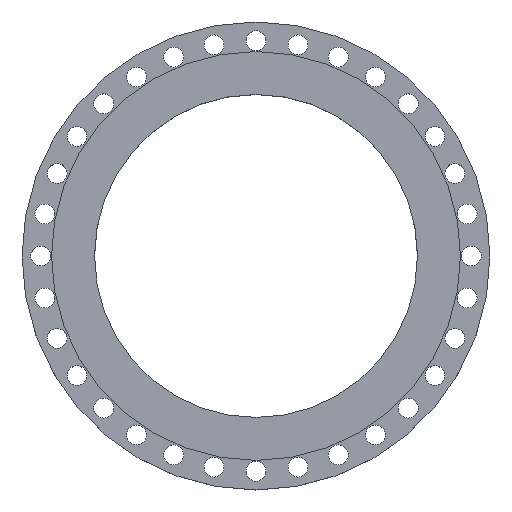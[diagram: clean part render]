
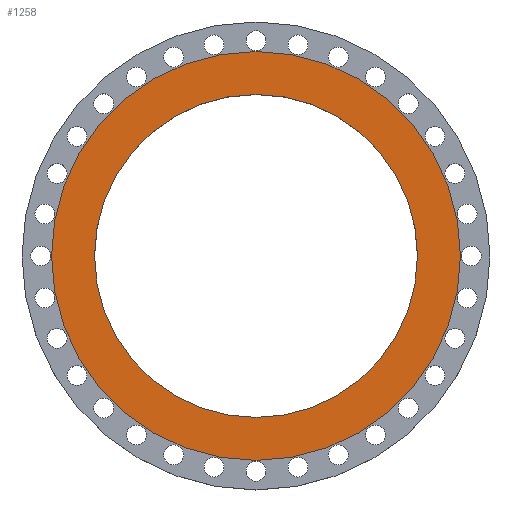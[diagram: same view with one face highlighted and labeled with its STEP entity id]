
A CAD part, top view. The second image highlights one B-rep face of the part: STEP entity #1258.
In plain terms, the highlighted planar face has unit normal (0, 0, 1).
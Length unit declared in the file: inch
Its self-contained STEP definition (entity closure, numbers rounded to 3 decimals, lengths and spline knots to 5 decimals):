
#6 = ORIENTED_EDGE ( 'NONE', *, *, #1119, .F. ) ;
#97 = ORIENTED_EDGE ( 'NONE', *, *, #2008, .F. ) ;
#126 = VERTEX_POINT ( 'NONE', #1913 ) ;
#173 = EDGE_LOOP ( 'NONE', ( #980, #1942 ) ) ;
#209 = DIRECTION ( 'NONE',  ( -1., 0., 0. ) ) ;
#239 = FACE_OUTER_BOUND ( 'NONE', #173, .T. ) ;
#268 = EDGE_CURVE ( 'NONE', #126, #2684, #1591, .T. ) ;
#365 = EDGE_CURVE ( 'NONE', #2684, #126, #1457, .T. ) ;
#606 = CARTESIAN_POINT ( 'NONE',  ( -17.25, 0., 0. ) ) ;
#649 = DIRECTION ( 'NONE',  ( 1., 0., 0. ) ) ;
#836 = CARTESIAN_POINT ( 'NONE',  ( 0., 0., 0. ) ) ;
#852 = FACE_BOUND ( 'NONE', #2109, .T. ) ;
#889 = AXIS2_PLACEMENT_3D ( 'NONE', #1062, #1305, #2896 ) ;
#980 = ORIENTED_EDGE ( 'NONE', *, *, #365, .T. ) ;
#1056 = DIRECTION ( 'NONE',  ( 0., 0., 1. ) ) ;
#1062 = CARTESIAN_POINT ( 'NONE',  ( 0., 0., 0. ) ) ;
#1119 = EDGE_CURVE ( 'NONE', #2539, #2527, #1837, .T. ) ;
#1121 = CARTESIAN_POINT ( 'NONE',  ( 0., 0., 0. ) ) ;
#1258 = ADVANCED_FACE ( 'NONE', ( #852, #239 ), #1311, .F. ) ;
#1305 = DIRECTION ( 'NONE',  ( 0., 0., 1. ) ) ;
#1311 = PLANE ( 'NONE',  #2458 ) ;
#1346 = DIRECTION ( 'NONE',  ( 0., 0., 1. ) ) ;
#1355 = AXIS2_PLACEMENT_3D ( 'NONE', #1121, #2923, #2699 ) ;
#1457 = CIRCLE ( 'NONE', #889, 21.84375 ) ;
#1547 = DIRECTION ( 'NONE',  ( 0., 0., -1. ) ) ;
#1591 = CIRCLE ( 'NONE', #1355, 21.84375 ) ;
#1786 = AXIS2_PLACEMENT_3D ( 'NONE', #836, #1056, #2413 ) ;
#1796 = AXIS2_PLACEMENT_3D ( 'NONE', #2447, #1346, #649 ) ;
#1837 = CIRCLE ( 'NONE', #1786, 17.25 ) ;
#1913 = CARTESIAN_POINT ( 'NONE',  ( -21.84375, 0., 0. ) ) ;
#1942 = ORIENTED_EDGE ( 'NONE', *, *, #268, .T. ) ;
#1995 = CARTESIAN_POINT ( 'NONE',  ( 17.25, 0., 0. ) ) ;
#2008 = EDGE_CURVE ( 'NONE', #2527, #2539, #2608, .T. ) ;
#2109 = EDGE_LOOP ( 'NONE', ( #97, #6 ) ) ;
#2212 = CARTESIAN_POINT ( 'NONE',  ( 0., 17.25, 0. ) ) ;
#2314 = CARTESIAN_POINT ( 'NONE',  ( 21.84375, 0., 0. ) ) ;
#2413 = DIRECTION ( 'NONE',  ( 1., 0., 0. ) ) ;
#2447 = CARTESIAN_POINT ( 'NONE',  ( 0., 0., 0. ) ) ;
#2458 = AXIS2_PLACEMENT_3D ( 'NONE', #2212, #1547, #209 ) ;
#2527 = VERTEX_POINT ( 'NONE', #1995 ) ;
#2539 = VERTEX_POINT ( 'NONE', #606 ) ;
#2608 = CIRCLE ( 'NONE', #1796, 17.25 ) ;
#2684 = VERTEX_POINT ( 'NONE', #2314 ) ;
#2699 = DIRECTION ( 'NONE',  ( 1., 0., 0. ) ) ;
#2896 = DIRECTION ( 'NONE',  ( 1., 0., 0. ) ) ;
#2923 = DIRECTION ( 'NONE',  ( 0., 0., 1. ) ) ;
